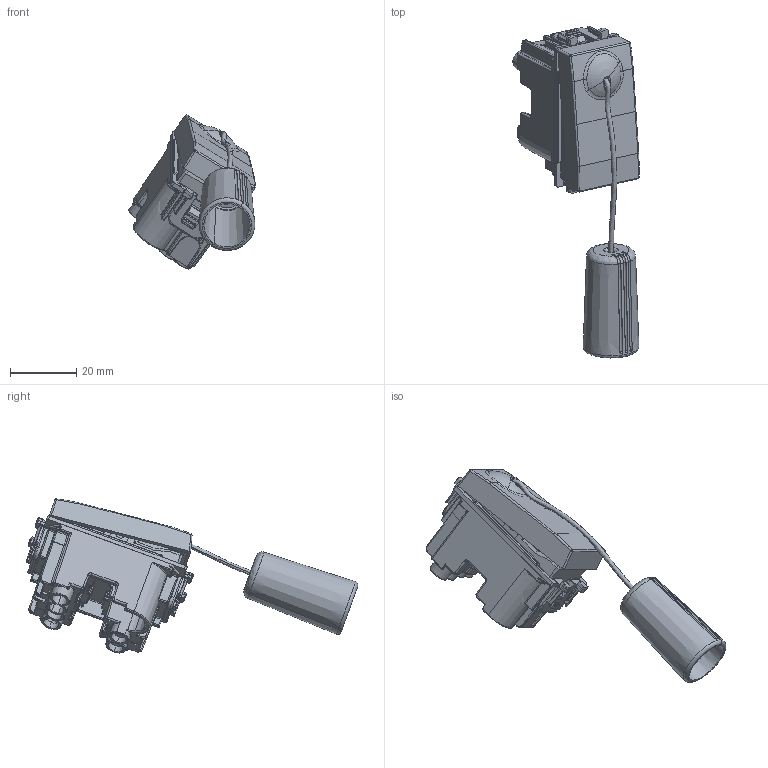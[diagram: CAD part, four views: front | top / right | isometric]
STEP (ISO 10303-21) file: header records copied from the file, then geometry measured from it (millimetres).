
FILE_DESCRIPTION(('CATIA V5 STEP Exchange'),'2;1');
FILE_NAME('441017.stp','2024-02-15T13:08:15+00:00',('none'),('none'),'CATIA Version 5-6 Release 2016 SP6','CATIA V5 STEP AP203','none');
FILE_SCHEMA(('CONFIG_CONTROL_DESIGN'));
Length unit declared in the file: millimetre
Products named in the file (1): 441017
Assembly tree (14 placements, depth 2):
  441017
    #57
    #54987
    #57557
    #59020  x2
    #60933  x2
    #61799
    #64825
    #65697
    #67719
    #122724
    #151783
    #178216
Bounding box: 38.23 x 100.55 x 46.69 mm (x, y, z)
Volume: 16124 mm3; surface area: 26064.7 mm2
Topology: 17 solids, 17 shells, 4724 faces, 12455 edges, 7550 vertices
Faces by surface type: plane 2036, cylinder 1499, bspline 642, sphere 211, cone 171, torus 125, extrusion 34, revolution 6
Entity records: 178908 total; most frequent: CARTESIAN_POINT 79265, ORIENTED_EDGE 23962, DIRECTION 14648, EDGE_CURVE 11981, VERTEX_POINT 7404, VECTOR 6285, LINE 6251, AXIS2_PLACEMENT_3D 4998
